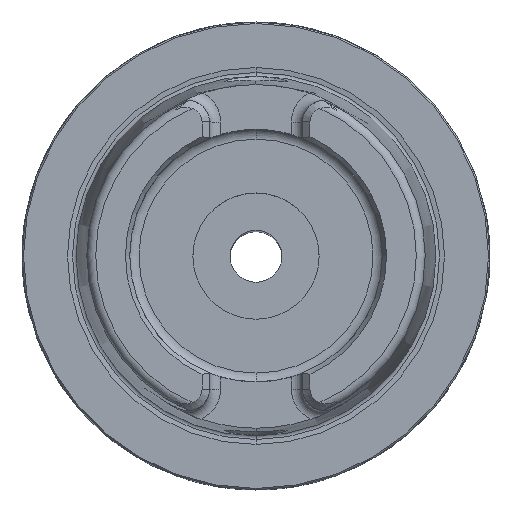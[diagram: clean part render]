
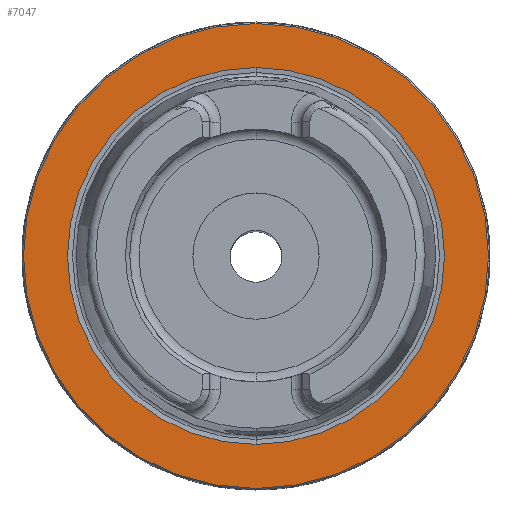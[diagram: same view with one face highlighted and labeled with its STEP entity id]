
A CAD part, top view. The second image highlights one B-rep face of the part: STEP entity #7047.
In plain terms, the highlighted planar face has unit normal (0, 0, 1).
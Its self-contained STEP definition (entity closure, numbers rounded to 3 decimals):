
#2903=CARTESIAN_POINT('',(0.,0.,0.));
#2904=DIRECTION('',(0.,0.,-1.));
#2905=DIRECTION('',(0.,-1.,0.));
#2906=AXIS2_PLACEMENT_3D('',#2903,#2904,#2905);
#2925=CARTESIAN_POINT('',(0.,0.,0.));
#2926=DIRECTION('',(0.,0.,1.));
#2927=DIRECTION('',(0.,-1.,0.));
#2928=AXIS2_PLACEMENT_3D('',#2925,#2926,#2927);
#2933=CARTESIAN_POINT('',(0.,0.,0.));
#2934=DIRECTION('',(0.,0.,1.));
#2935=DIRECTION('',(0.,-1.,0.));
#2936=AXIS2_PLACEMENT_3D('',#2933,#2934,#2935);
#2949=CARTESIAN_POINT('',(0.,0.,0.));
#2950=DIRECTION('',(0.,0.,-1.));
#2951=DIRECTION('',(0.,-1.,0.));
#2952=AXIS2_PLACEMENT_3D('',#2949,#2950,#2951);
#4981=CARTESIAN_POINT('',(0.,-25.374,0.));
#4983=VERTEX_POINT('',#4981);
#4993=CARTESIAN_POINT('',(0.,25.374,0.));
#4995=VERTEX_POINT('',#4993);
#5267=CARTESIAN_POINT('',(0.,-31.3,0.));
#5268=CARTESIAN_POINT('',(0.,31.3,0.));
#5269=VERTEX_POINT('',#5267);
#5270=VERTEX_POINT('',#5268);
#7032=CARTESIAN_POINT('',(0.,0.,0.));
#7033=DIRECTION('',(0.,0.,-1.));
#7034=DIRECTION('',(0.,1.,0.));
#7035=AXIS2_PLACEMENT_3D('',#7032,#7033,#7034);
#7036=PLANE('',#7035);
#7038=ORIENTED_EDGE('',*,*,#7037,.F.);
#7040=ORIENTED_EDGE('',*,*,#7039,.T.);
#7041=EDGE_LOOP('',(#7038,#7040));
#7042=FACE_OUTER_BOUND('',#7041,.F.);
#7043=ORIENTED_EDGE('',*,*,#7011,.F.);
#7044=ORIENTED_EDGE('',*,*,#7027,.T.);
#7045=EDGE_LOOP('',(#7043,#7044));
#7046=FACE_BOUND('',#7045,.F.);
#2907=CIRCLE('',#2906,25.374);
#2929=CIRCLE('',#2928,25.374);
#2937=CIRCLE('',#2936,31.3);
#2953=CIRCLE('',#2952,31.3);
#7011=EDGE_CURVE('',#4983,#4995,#2907,.T.);
#7027=EDGE_CURVE('',#4983,#4995,#2929,.T.);
#7037=EDGE_CURVE('',#5269,#5270,#2937,.T.);
#7039=EDGE_CURVE('',#5269,#5270,#2953,.T.);
#7047=ADVANCED_FACE('',(#7042,#7046),#7036,.F.);
